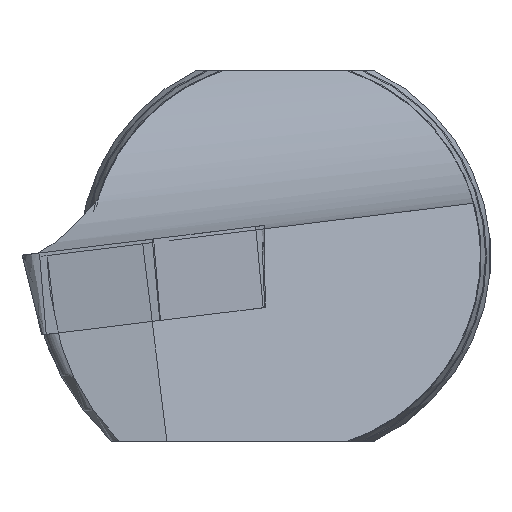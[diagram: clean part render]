
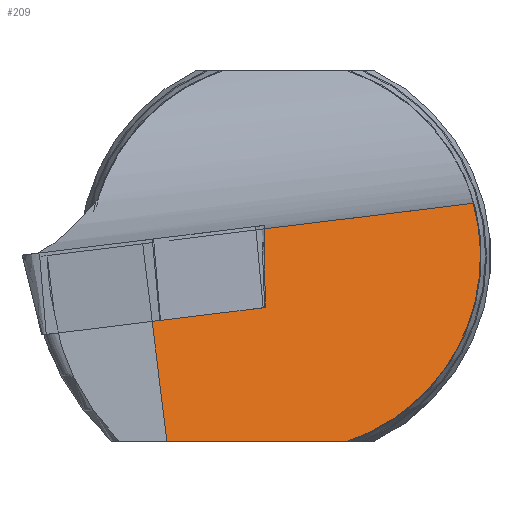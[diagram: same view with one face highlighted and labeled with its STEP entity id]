
A CAD part, left-side view. The second image highlights one B-rep face of the part: STEP entity #209.
In plain terms, the highlighted planar face has unit normal (-0.906, -0.419, 0.051).
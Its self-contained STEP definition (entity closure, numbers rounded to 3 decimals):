
#32=ELLIPSE('',#885,10.482,9.5);
#209=ADVANCED_FACE('',(#265),#224,.F.);
#224=PLANE('',#918);
#265=FACE_OUTER_BOUND('',#318,.T.);
#318=EDGE_LOOP('',(#566,#567,#568,#569));
#566=ORIENTED_EDGE('',*,*,#780,.F.);
#567=ORIENTED_EDGE('',*,*,#740,.T.);
#568=ORIENTED_EDGE('',*,*,#751,.F.);
#569=ORIENTED_EDGE('',*,*,#779,.F.);
#623=VERTEX_POINT('',#1725);
#645=VERTEX_POINT('',#1878);
#647=VERTEX_POINT('',#1898);
#658=VERTEX_POINT('',#2017);
#740=EDGE_CURVE('',#623,#645,#808,.T.);
#751=EDGE_CURVE('',#647,#645,#32,.T.);
#779=EDGE_CURVE('',#658,#647,#813,.T.);
#780=EDGE_CURVE('',#623,#658,#814,.T.);
#808=LINE('',#1879,#842);
#813=LINE('',#2018,#847);
#814=LINE('',#2021,#848);
#842=VECTOR('',#987,1.);
#847=VECTOR('',#1086,1.);
#848=VECTOR('',#1091,1.);
#885=AXIS2_PLACEMENT_3D('',#1897,#1020,#1021);
#918=AXIS2_PLACEMENT_3D('',#2022,#1092,#1093);
#987=DIRECTION('',(0.42,-0.908,0.));
#1020=DIRECTION('',(0.906,0.419,-0.052));
#1021=DIRECTION('',(-0.423,0.9,-0.11));
#1086=DIRECTION('',(0.423,-0.9,0.11));
#1091=DIRECTION('',(0.,0.122,0.993));
#1092=DIRECTION('',(0.906,0.419,-0.052));
#1093=DIRECTION('',(0.42,-0.908,0.));
#1725=CARTESIAN_POINT('',(1.195,-7.106,-9.034));
#1878=CARTESIAN_POINT('',(5.262,-15.893,-9.034));
#1879=CARTESIAN_POINT('',(3.313,-11.682,-9.034));
#1897=CARTESIAN_POINT('',(4.366,-12.852,-0.034));
#1898=CARTESIAN_POINT('',(8.745,-21.999,2.53));
#2017=CARTESIAN_POINT('',(1.195,-5.928,0.557));
#2018=CARTESIAN_POINT('',(1.195,-5.928,0.557));
#2021=CARTESIAN_POINT('',(1.195,-8.938,-23.959));
#2022=CARTESIAN_POINT('',(1.195,-8.938,-23.959));
